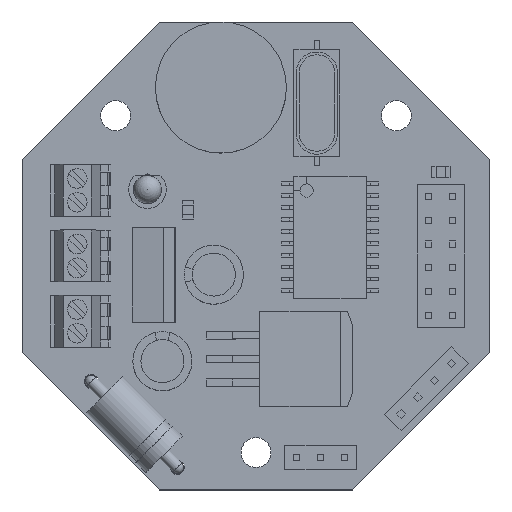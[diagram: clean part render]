
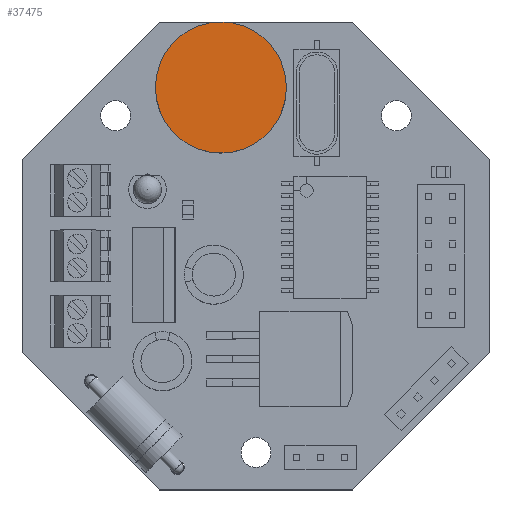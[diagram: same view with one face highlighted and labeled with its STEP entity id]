
A CAD part, top view. The second image highlights one B-rep face of the part: STEP entity #37475.
In plain terms, the highlighted planar face has unit normal (0, 0, 1).
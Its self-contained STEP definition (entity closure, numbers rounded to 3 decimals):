
#37447 = VERTEX_POINT('',#37448);
#37448 = CARTESIAN_POINT('',(3.25,18.,
    7.9));
#37454 = EDGE_CURVE('',#37447,#37447,#37455,.T.);
#37455 = CIRCLE('',#37456,7.);
#37456 = AXIS2_PLACEMENT_3D('',#37457,#37458,#37459);
#37457 = CARTESIAN_POINT('',(-3.75,18.,
    7.9));
#37458 = DIRECTION('',(0.,0.,1.));
#37459 = DIRECTION('',(1.,0.,0.));
#37475 = ADVANCED_FACE('',(#37476),#37479,.F.);
#37476 = FACE_BOUND('',#37477,.T.);
#37477 = EDGE_LOOP('',(#37478));
#37478 = ORIENTED_EDGE('',*,*,#37454,.T.);
#37479 = PLANE('',#37480);
#37480 = AXIS2_PLACEMENT_3D('',#37481,#37482,#37483);
#37481 = CARTESIAN_POINT('',(3.25,18.,
    7.9));
#37482 = DIRECTION('',(0.,0.,-1.));
#37483 = DIRECTION('',(-1.,0.,0.));
